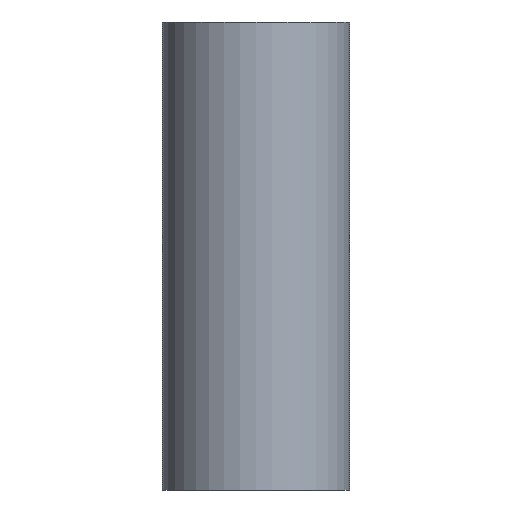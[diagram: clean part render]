
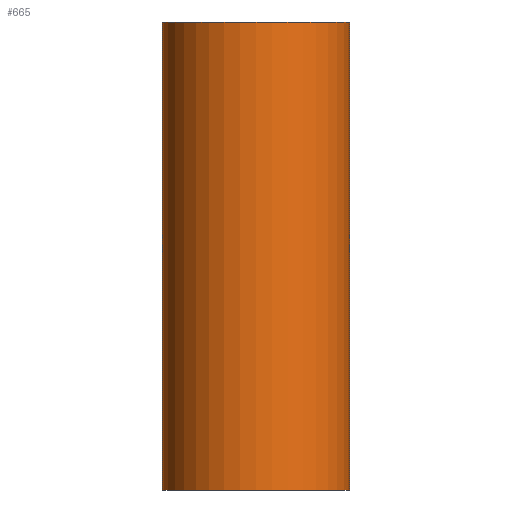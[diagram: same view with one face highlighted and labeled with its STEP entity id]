
A CAD part, front view. The second image highlights one B-rep face of the part: STEP entity #665.
In plain terms, the highlighted cylindrical face has radius 31.75 mm (diameter 63.5 mm), a partial arc.
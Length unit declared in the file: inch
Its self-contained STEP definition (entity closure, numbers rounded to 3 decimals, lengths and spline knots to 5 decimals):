
#3 = AXIS2_PLACEMENT_3D ( 'NONE', #613, #1332, #84 ) ;
#28 = EDGE_CURVE ( 'NONE', #1118, #704, #64, .T. ) ;
#38 = DIRECTION ( 'NONE',  ( 0., 0., -1. ) ) ;
#64 = CIRCLE ( 'NONE', #886, 1.25 ) ;
#84 = DIRECTION ( 'NONE',  ( 1., 0., 0. ) ) ;
#100 = CYLINDRICAL_SURFACE ( 'NONE', #861, 1.25 ) ;
#118 = CARTESIAN_POINT ( 'NONE',  ( -1.25, 0., -3.12598 ) ) ;
#141 = EDGE_CURVE ( 'NONE', #1191, #704, #802, .T. ) ;
#241 = EDGE_CURVE ( 'NONE', #648, #1118, #1247, .T. ) ;
#272 = ORIENTED_EDGE ( 'NONE', *, *, #141, .F. ) ;
#335 = DIRECTION ( 'NONE',  ( 1., 0., 0. ) ) ;
#350 = CARTESIAN_POINT ( 'NONE',  ( 0., 0., -3.12598 ) ) ;
#402 = CARTESIAN_POINT ( 'NONE',  ( 0., 0., 3.12598 ) ) ;
#405 = DIRECTION ( 'NONE',  ( 0., 0., -1. ) ) ;
#454 = CARTESIAN_POINT ( 'NONE',  ( -1.25, 0., 3.12598 ) ) ;
#466 = CIRCLE ( 'NONE', #3, 1.25 ) ;
#586 = DIRECTION ( 'NONE',  ( 0., 0., -1. ) ) ;
#613 = CARTESIAN_POINT ( 'NONE',  ( 0., 0., 3.12598 ) ) ;
#642 = ORIENTED_EDGE ( 'NONE', *, *, #825, .F. ) ;
#648 = VERTEX_POINT ( 'NONE', #1036 ) ;
#665 = ADVANCED_FACE ( 'NONE', ( #1172 ), #100, .T. ) ;
#672 = EDGE_LOOP ( 'NONE', ( #272, #642, #717, #920 ) ) ;
#704 = VERTEX_POINT ( 'NONE', #1128 ) ;
#717 = ORIENTED_EDGE ( 'NONE', *, *, #241, .T. ) ;
#724 = DIRECTION ( 'NONE',  ( -1., 0., 0. ) ) ;
#732 = VECTOR ( 'NONE', #586, 39.37008 ) ;
#780 = DIRECTION ( 'NONE',  ( 0., 0., 1. ) ) ;
#802 = LINE ( 'NONE', #970, #991 ) ;
#825 = EDGE_CURVE ( 'NONE', #648, #1191, #466, .T. ) ;
#861 = AXIS2_PLACEMENT_3D ( 'NONE', #402, #405, #724 ) ;
#886 = AXIS2_PLACEMENT_3D ( 'NONE', #350, #780, #335 ) ;
#920 = ORIENTED_EDGE ( 'NONE', *, *, #28, .T. ) ;
#970 = CARTESIAN_POINT ( 'NONE',  ( 1.25, 0., 3.12598 ) ) ;
#991 = VECTOR ( 'NONE', #38, 39.37008 ) ;
#1036 = CARTESIAN_POINT ( 'NONE',  ( -1.25, 0., 3.12598 ) ) ;
#1052 = CARTESIAN_POINT ( 'NONE',  ( 1.25, 0., 3.12598 ) ) ;
#1118 = VERTEX_POINT ( 'NONE', #118 ) ;
#1128 = CARTESIAN_POINT ( 'NONE',  ( 1.25, 0., -3.12598 ) ) ;
#1172 = FACE_OUTER_BOUND ( 'NONE', #672, .T. ) ;
#1191 = VERTEX_POINT ( 'NONE', #1052 ) ;
#1247 = LINE ( 'NONE', #454, #732 ) ;
#1332 = DIRECTION ( 'NONE',  ( 0., 0., 1. ) ) ;
